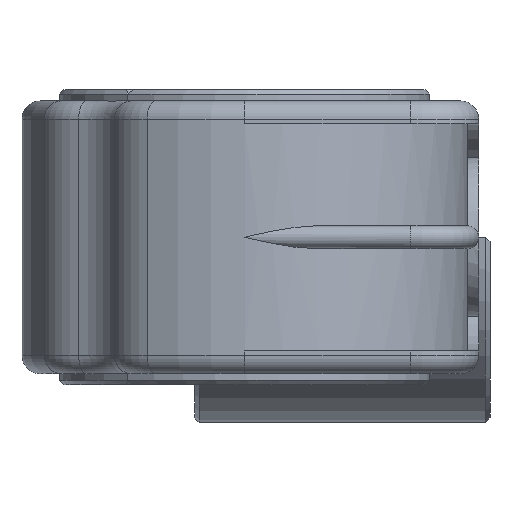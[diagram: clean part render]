
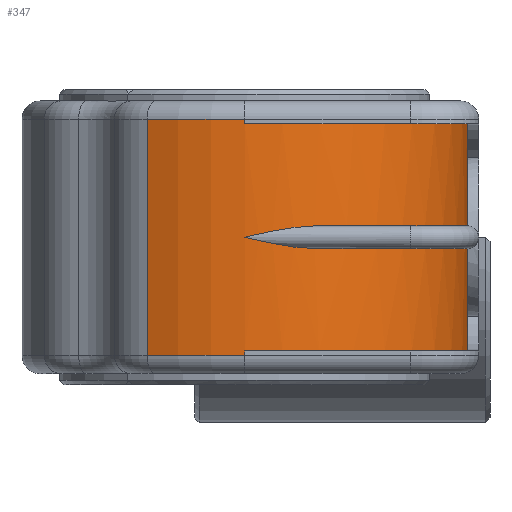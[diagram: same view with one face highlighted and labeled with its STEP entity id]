
A CAD part, left-side view. The second image highlights one B-rep face of the part: STEP entity #347.
In plain terms, the highlighted cylindrical face has radius 9.8 mm (diameter 19.6 mm), a partial arc.
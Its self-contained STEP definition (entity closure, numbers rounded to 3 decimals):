
#347 = ADVANCED_FACE( 'NONE', ( #697 ), #698, .T. );
#697 = FACE_OUTER_BOUND( '', #1039, .T. );
#698 = CYLINDRICAL_SURFACE( '', #1040, 9.8 );
#1039 = EDGE_LOOP( '', ( #1953, #1954, #1955, #1956, #1957, #1958, #1959, #1960, #1961, #1962, #1963, #1964, #1965, #1966, #1967 ) );
#1040 = AXIS2_PLACEMENT_3D( '', #1968, #1969, #1970 );
#1953 = ORIENTED_EDGE( '', *, *, #2322, .F. );
#1954 = ORIENTED_EDGE( '', *, *, #2171, .T. );
#1955 = ORIENTED_EDGE( '', *, *, #2111, .T. );
#1956 = ORIENTED_EDGE( '', *, *, #2158, .T. );
#1957 = ORIENTED_EDGE( '', *, *, #2240, .T. );
#1958 = ORIENTED_EDGE( '', *, *, #2033, .T. );
#1959 = ORIENTED_EDGE( '', *, *, #2272, .T. );
#1960 = ORIENTED_EDGE( '', *, *, #2313, .T. );
#1961 = ORIENTED_EDGE( '', *, *, #2299, .F. );
#1962 = ORIENTED_EDGE( '', *, *, #2101, .F. );
#1963 = ORIENTED_EDGE( '', *, *, #2291, .T. );
#1964 = ORIENTED_EDGE( '', *, *, #2290, .T. );
#1965 = ORIENTED_EDGE( '', *, *, #2229, .F. );
#1966 = ORIENTED_EDGE( '', *, *, #2214, .F. );
#1967 = ORIENTED_EDGE( '', *, *, #2091, .T. );
#1968 = CARTESIAN_POINT( '', ( -49.715, 4.3, 6. ) );
#1969 = DIRECTION( '', ( 0., 0., 1. ) );
#1970 = DIRECTION( '', ( -1., 0., 0. ) );
#2033 = EDGE_CURVE( 'NONE', #2436, #2437, #2438, .T. );
#2091 = EDGE_CURVE( 'NONE', #2530, #2534, #2536, .T. );
#2101 = EDGE_CURVE( 'NONE', #2550, #2551, #2552, .T. );
#2111 = EDGE_CURVE( 'NONE', #2566, #2564, #2567, .T. );
#2158 = EDGE_CURVE( 'NONE', #2564, #2632, #2633, .T. );
#2171 = EDGE_CURVE( 'NONE', #2649, #2566, #2650, .T. );
#2214 = EDGE_CURVE( 'NONE', #2530, #2678, #2705, .T. );
#2229 = EDGE_CURVE( 'NONE', #2678, #2724, #2725, .T. );
#2240 = EDGE_CURVE( 'NONE', #2632, #2436, #2739, .T. );
#2272 = EDGE_CURVE( 'NONE', #2437, #2773, #2775, .T. );
#2290 = EDGE_CURVE( 'NONE', #2796, #2724, #2797, .F. );
#2291 = EDGE_CURVE( 'NONE', #2550, #2796, #2798, .T. );
#2299 = EDGE_CURVE( 'NONE', #2551, #2806, #2808, .T. );
#2313 = EDGE_CURVE( 'NONE', #2773, #2806, #2824, .T. );
#2322 = EDGE_CURVE( 'NONE', #2649, #2534, #2833, .T. );
#2436 = VERTEX_POINT( 'NONE', #2985 );
#2437 = VERTEX_POINT( 'NONE', #2986 );
#2438 = LINE( '', #2987, #2988 );
#2530 = VERTEX_POINT( 'NONE', #3108 );
#2534 = VERTEX_POINT( 'NONE', #3113 );
#2536 = LINE( '', #3115, #3116 );
#2550 = VERTEX_POINT( 'NONE', #3135 );
#2551 = VERTEX_POINT( 'NONE', #3136 );
#2552 = CIRCLE( '', #3137, 9.8 );
#2564 = VERTEX_POINT( 'NONE', #3155 );
#2566 = VERTEX_POINT( 'NONE', #3157 );
#2567 = CIRCLE( '', #3158, 9.8 );
#2632 = VERTEX_POINT( 'NONE', #3237 );
#2633 = LINE( '', #3238, #3239 );
#2649 = VERTEX_POINT( 'NONE', #3261 );
#2650 = LINE( '', #3262, #3263 );
#2678 = VERTEX_POINT( 'NONE', #3299 );
#2705 = CIRCLE( '', #3346, 9.8 );
#2724 = VERTEX_POINT( 'NONE', #3369 );
#2725 = CIRCLE( '', #3370, 9.8 );
#2739 = CIRCLE( '', #3388, 9.8 );
#2773 = VERTEX_POINT( 'NONE', #3434 );
#2775 = CIRCLE( '', #3436, 9.8 );
#2796 = VERTEX_POINT( 'NONE', #3464 );
#2797 = B_SPLINE_CURVE_WITH_KNOTS( '', 3, ( #3465, #3466, #3467, #3468, #3469, #3470, #3471, #3472, #3473, #3474 ), .UNSPECIFIED., .F., .F., ( 4, 2, 2, 2, 4 ), ( 0.006, 0.007, 0.008, 0.009, 0.009 ), .UNSPECIFIED. );
#2798 = B_SPLINE_CURVE_WITH_KNOTS( '', 3, ( #3475, #3476, #3477, #3478, #3479, #3480, #3481, #3482 ), .UNSPECIFIED., .F., .F., ( 4, 2, 2, 4 ), ( 0., 0.001, 0.002, 0.003 ), .UNSPECIFIED. );
#2806 = VERTEX_POINT( 'NONE', #3491 );
#2808 = CIRCLE( '', #3493, 9.8 );
#2824 = LINE( '', #3514, #3515 );
#2833 = CIRCLE( '', #3524, 9.8 );
#2985 = CARTESIAN_POINT( '', ( -59.515, 4.3, -5.2 ) );
#2986 = CARTESIAN_POINT( '', ( -59.515, 4.3, -5. ) );
#2987 = CARTESIAN_POINT( '', ( -59.515, 4.3, 6. ) );
#2988 = VECTOR( '', #3620, 1000. );
#3108 = CARTESIAN_POINT( '', ( -46.812, -5.06, 0.5 ) );
#3113 = CARTESIAN_POINT( '', ( -46.812, -5.06, 5. ) );
#3115 = CARTESIAN_POINT( '', ( -46.812, -5.06, 6. ) );
#3116 = VECTOR( '', #3710, 1000. );
#3135 = CARTESIAN_POINT( '', ( -59.015, 1.21, -0.5 ) );
#3136 = CARTESIAN_POINT( '', ( -49.715, -5.5, -0.5 ) );
#3137 = AXIS2_PLACEMENT_3D( '', #3719, #3720, #3721 );
#3155 = CARTESIAN_POINT( '', ( -58.528, 8.585, 5.2 ) );
#3157 = CARTESIAN_POINT( '', ( -59.515, 4.3, 5.2 ) );
#3158 = AXIS2_PLACEMENT_3D( '', #3734, #3735, #3736 );
#3237 = CARTESIAN_POINT( '', ( -58.528, 8.585, -5.2 ) );
#3238 = CARTESIAN_POINT( '', ( -58.528, 8.585, 6. ) );
#3239 = VECTOR( '', #3808, 1000. );
#3261 = CARTESIAN_POINT( '', ( -59.515, 4.3, 5. ) );
#3262 = CARTESIAN_POINT( '', ( -59.515, 4.3, 6. ) );
#3263 = VECTOR( '', #3824, 1000. );
#3299 = CARTESIAN_POINT( '', ( -49.715, -5.5, 0.5 ) );
#3346 = AXIS2_PLACEMENT_3D( '', #3870, #3871, #3872 );
#3369 = CARTESIAN_POINT( '', ( -59.015, 1.21, 0.5 ) );
#3370 = AXIS2_PLACEMENT_3D( '', #3894, #3895, #3896 );
#3388 = AXIS2_PLACEMENT_3D( '', #3907, #3908, #3909 );
#3434 = CARTESIAN_POINT( '', ( -46.812, -5.06, -5. ) );
#3436 = AXIS2_PLACEMENT_3D( '', #3952, #3953, #3954 );
#3464 = CARTESIAN_POINT( '', ( -59.515, 4.3, 0. ) );
#3465 = CARTESIAN_POINT( '', ( -59.015, 1.21, 0.5 ) );
#3466 = CARTESIAN_POINT( '', ( -59.098, 1.461, 0.5 ) );
#3467 = CARTESIAN_POINT( '', ( -59.172, 1.715, 0.48 ) );
#3468 = CARTESIAN_POINT( '', ( -59.297, 2.229, 0.419 ) );
#3469 = CARTESIAN_POINT( '', ( -59.349, 2.488, 0.377 ) );
#3470 = CARTESIAN_POINT( '', ( -59.432, 3.005, 0.282 ) );
#3471 = CARTESIAN_POINT( '', ( -59.463, 3.263, 0.229 ) );
#3472 = CARTESIAN_POINT( '', ( -59.504, 3.78, 0.117 ) );
#3473 = CARTESIAN_POINT( '', ( -59.515, 4.041, 0.058 ) );
#3474 = CARTESIAN_POINT( '', ( -59.515, 4.3, 0. ) );
#3475 = CARTESIAN_POINT( '', ( -59.015, 1.21, -0.5 ) );
#3476 = CARTESIAN_POINT( '', ( -59.099, 1.463, -0.5 ) );
#3477 = CARTESIAN_POINT( '', ( -59.172, 1.718, -0.48 ) );
#3478 = CARTESIAN_POINT( '', ( -59.298, 2.232, -0.418 ) );
#3479 = CARTESIAN_POINT( '', ( -59.35, 2.491, -0.376 ) );
#3480 = CARTESIAN_POINT( '', ( -59.474, 3.264, -0.235 ) );
#3481 = CARTESIAN_POINT( '', ( -59.515, 3.781, -0.117 ) );
#3482 = CARTESIAN_POINT( '', ( -59.515, 4.3, 0. ) );
#3491 = CARTESIAN_POINT( '', ( -46.812, -5.06, -0.5 ) );
#3493 = AXIS2_PLACEMENT_3D( '', #3980, #3981, #3982 );
#3514 = CARTESIAN_POINT( '', ( -46.812, -5.06, 6. ) );
#3515 = VECTOR( '', #3997, 1000. );
#3524 = AXIS2_PLACEMENT_3D( '', #4001, #4002, #4003 );
#3620 = DIRECTION( '', ( 0., 0., 1. ) );
#3710 = DIRECTION( '', ( 0., 0., 1. ) );
#3719 = CARTESIAN_POINT( '', ( -49.715, 4.3, -0.5 ) );
#3720 = DIRECTION( '', ( 0., 0., 1. ) );
#3721 = DIRECTION( '', ( -1., 0., 0. ) );
#3734 = CARTESIAN_POINT( '', ( -49.715, 4.3, 5.2 ) );
#3735 = DIRECTION( '', ( 0., 0., -1. ) );
#3736 = DIRECTION( '', ( 1., 0., 0. ) );
#3808 = DIRECTION( '', ( 0., 0., -1. ) );
#3824 = DIRECTION( '', ( 0., 0., 1. ) );
#3870 = CARTESIAN_POINT( '', ( -49.715, 4.3, 0.5 ) );
#3871 = DIRECTION( '', ( 0., 0., -1. ) );
#3872 = DIRECTION( '', ( 1., 0., 0. ) );
#3894 = CARTESIAN_POINT( '', ( -49.715, 4.3, 0.5 ) );
#3895 = DIRECTION( '', ( 0., 0., -1. ) );
#3896 = DIRECTION( '', ( 1., 0., 0. ) );
#3907 = CARTESIAN_POINT( '', ( -49.715, 4.3, -5.2 ) );
#3908 = DIRECTION( '', ( 0., 0., 1. ) );
#3909 = DIRECTION( '', ( 1., 0., 0. ) );
#3952 = CARTESIAN_POINT( '', ( -49.715, 4.3, -5. ) );
#3953 = DIRECTION( '', ( 0., 0., 1. ) );
#3954 = DIRECTION( '', ( -1., 0., 0. ) );
#3980 = CARTESIAN_POINT( '', ( -49.715, 4.3, -0.5 ) );
#3981 = DIRECTION( '', ( 0., 0., 1. ) );
#3982 = DIRECTION( '', ( -1., 0., 0. ) );
#3997 = DIRECTION( '', ( 0., 0., 1. ) );
#4001 = CARTESIAN_POINT( '', ( -49.715, 4.3, 5. ) );
#4002 = DIRECTION( '', ( 0., 0., 1. ) );
#4003 = DIRECTION( '', ( -1., 0., 0. ) );
